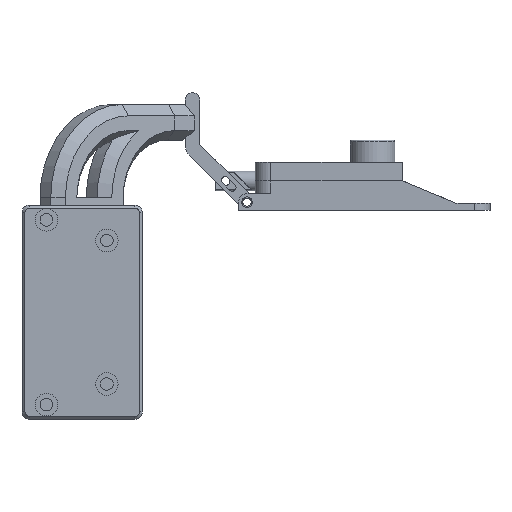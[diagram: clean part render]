
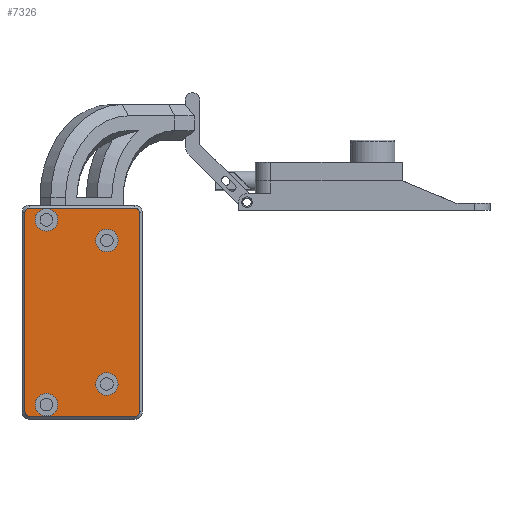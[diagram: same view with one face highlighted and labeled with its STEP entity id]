
A CAD part, front view. The second image highlights one B-rep face of the part: STEP entity #7326.
In plain terms, the highlighted planar face has unit normal (0, -1, 0).
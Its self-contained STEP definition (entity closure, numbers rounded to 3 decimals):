
#6861 = VERTEX_POINT('',#6862);
#6862 = CARTESIAN_POINT('',(-93.879,-44.239,
    -0.579));
#6870 = VERTEX_POINT('',#6871);
#6871 = CARTESIAN_POINT('',(-93.879,-44.239,
    -54.389));
#6877 = EDGE_CURVE('',#6861,#6870,#6878,.T.);
#6878 = LINE('',#6879,#6880);
#6879 = CARTESIAN_POINT('',(-93.879,-44.239,
    -0.579));
#6880 = VECTOR('',#6881,1.);
#6881 = DIRECTION('',(0.,0.,-1.));
#7306 = VERTEX_POINT('',#7307);
#7307 = CARTESIAN_POINT('',(-92.679,-44.239,
    0.621));
#7315 = EDGE_CURVE('',#7306,#6861,#7316,.T.);
#7316 = CIRCLE('',#7317,1.2);
#7317 = AXIS2_PLACEMENT_3D('',#7318,#7319,#7320);
#7318 = CARTESIAN_POINT('',(-92.679,-44.239,
    -0.579));
#7319 = DIRECTION('',(0.,-1.,0.));
#7320 = DIRECTION('',(0.,0.,1.));
#7326 = ADVANCED_FACE('',(#7327,#7380,#7391,#7402,#7413),#7424,.F.);
#7327 = FACE_BOUND('',#7328,.F.);
#7328 = EDGE_LOOP('',(#7329,#7330,#7331,#7339,#7348,#7356,#7365,#7373));
#7329 = ORIENTED_EDGE('',*,*,#6877,.F.);
#7330 = ORIENTED_EDGE('',*,*,#7315,.F.);
#7331 = ORIENTED_EDGE('',*,*,#7332,.F.);
#7332 = EDGE_CURVE('',#7333,#7306,#7335,.T.);
#7333 = VERTEX_POINT('',#7334);
#7334 = CARTESIAN_POINT('',(-64.179,-44.239,
    0.621));
#7335 = LINE('',#7336,#7337);
#7336 = CARTESIAN_POINT('',(-64.179,-44.239,
    0.621));
#7337 = VECTOR('',#7338,1.);
#7338 = DIRECTION('',(-1.,0.,0.));
#7339 = ORIENTED_EDGE('',*,*,#7340,.F.);
#7340 = EDGE_CURVE('',#7341,#7333,#7343,.T.);
#7341 = VERTEX_POINT('',#7342);
#7342 = CARTESIAN_POINT('',(-62.979,-44.239,
    -0.579));
#7343 = CIRCLE('',#7344,1.2);
#7344 = AXIS2_PLACEMENT_3D('',#7345,#7346,#7347);
#7345 = CARTESIAN_POINT('',(-64.179,-44.239,
    -0.579));
#7346 = DIRECTION('',(0.,-1.,0.));
#7347 = DIRECTION('',(1.,0.,0.));
#7348 = ORIENTED_EDGE('',*,*,#7349,.F.);
#7349 = EDGE_CURVE('',#7350,#7341,#7352,.T.);
#7350 = VERTEX_POINT('',#7351);
#7351 = CARTESIAN_POINT('',(-62.979,-44.239,
    -54.389));
#7352 = LINE('',#7353,#7354);
#7353 = CARTESIAN_POINT('',(-62.979,-44.239,
    -54.389));
#7354 = VECTOR('',#7355,1.);
#7355 = DIRECTION('',(0.,0.,1.));
#7356 = ORIENTED_EDGE('',*,*,#7357,.F.);
#7357 = EDGE_CURVE('',#7358,#7350,#7360,.T.);
#7358 = VERTEX_POINT('',#7359);
#7359 = CARTESIAN_POINT('',(-64.179,-44.239,
    -55.589));
#7360 = CIRCLE('',#7361,1.2);
#7361 = AXIS2_PLACEMENT_3D('',#7362,#7363,#7364);
#7362 = CARTESIAN_POINT('',(-64.179,-44.239,
    -54.389));
#7363 = DIRECTION('',(0.,-1.,0.));
#7364 = DIRECTION('',(0.,0.,-1.));
#7365 = ORIENTED_EDGE('',*,*,#7366,.F.);
#7366 = EDGE_CURVE('',#7367,#7358,#7369,.T.);
#7367 = VERTEX_POINT('',#7368);
#7368 = CARTESIAN_POINT('',(-92.679,-44.239,
    -55.589));
#7369 = LINE('',#7370,#7371);
#7370 = CARTESIAN_POINT('',(-92.679,-44.239,
    -55.589));
#7371 = VECTOR('',#7372,1.);
#7372 = DIRECTION('',(1.,0.,0.));
#7373 = ORIENTED_EDGE('',*,*,#7374,.F.);
#7374 = EDGE_CURVE('',#6870,#7367,#7375,.T.);
#7375 = CIRCLE('',#7376,1.2);
#7376 = AXIS2_PLACEMENT_3D('',#7377,#7378,#7379);
#7377 = CARTESIAN_POINT('',(-92.679,-44.239,
    -54.389));
#7378 = DIRECTION('',(0.,-1.,0.));
#7379 = DIRECTION('',(-1.,0.,0.));
#7380 = FACE_BOUND('',#7381,.F.);
#7381 = EDGE_LOOP('',(#7382));
#7382 = ORIENTED_EDGE('',*,*,#7383,.T.);
#7383 = EDGE_CURVE('',#7384,#7384,#7386,.T.);
#7384 = VERTEX_POINT('',#7385);
#7385 = CARTESIAN_POINT('',(-91.132,-44.239,
    -2.531));
#7386 = CIRCLE('',#7387,3.05);
#7387 = AXIS2_PLACEMENT_3D('',#7388,#7389,#7390);
#7388 = CARTESIAN_POINT('',(-88.082,-44.239,
    -2.531));
#7389 = DIRECTION('',(0.,-1.,0.));
#7390 = DIRECTION('',(-1.,0.,0.));
#7391 = FACE_BOUND('',#7392,.F.);
#7392 = EDGE_LOOP('',(#7393));
#7393 = ORIENTED_EDGE('',*,*,#7394,.T.);
#7394 = EDGE_CURVE('',#7395,#7395,#7397,.T.);
#7395 = VERTEX_POINT('',#7396);
#7396 = CARTESIAN_POINT('',(-74.826,-44.239,
    -8.106));
#7397 = CIRCLE('',#7398,3.05);
#7398 = AXIS2_PLACEMENT_3D('',#7399,#7400,#7401);
#7399 = CARTESIAN_POINT('',(-71.776,-44.239,
    -8.106));
#7400 = DIRECTION('',(0.,-1.,0.));
#7401 = DIRECTION('',(-1.,0.,0.));
#7402 = FACE_BOUND('',#7403,.F.);
#7403 = EDGE_LOOP('',(#7404));
#7404 = ORIENTED_EDGE('',*,*,#7405,.T.);
#7405 = EDGE_CURVE('',#7406,#7406,#7408,.T.);
#7406 = VERTEX_POINT('',#7407);
#7407 = CARTESIAN_POINT('',(-91.132,-44.239,
    -52.436));
#7408 = CIRCLE('',#7409,3.05);
#7409 = AXIS2_PLACEMENT_3D('',#7410,#7411,#7412);
#7410 = CARTESIAN_POINT('',(-88.082,-44.239,
    -52.436));
#7411 = DIRECTION('',(0.,-1.,0.));
#7412 = DIRECTION('',(-1.,0.,0.));
#7413 = FACE_BOUND('',#7414,.F.);
#7414 = EDGE_LOOP('',(#7415));
#7415 = ORIENTED_EDGE('',*,*,#7416,.T.);
#7416 = EDGE_CURVE('',#7417,#7417,#7419,.T.);
#7417 = VERTEX_POINT('',#7418);
#7418 = CARTESIAN_POINT('',(-74.826,-44.239,
    -46.861));
#7419 = CIRCLE('',#7420,3.05);
#7420 = AXIS2_PLACEMENT_3D('',#7421,#7422,#7423);
#7421 = CARTESIAN_POINT('',(-71.776,-44.239,
    -46.861));
#7422 = DIRECTION('',(0.,-1.,0.));
#7423 = DIRECTION('',(-1.,0.,0.));
#7424 = PLANE('',#7425);
#7425 = AXIS2_PLACEMENT_3D('',#7426,#7427,#7428);
#7426 = CARTESIAN_POINT('',(-78.429,-44.239,
    -27.484));
#7427 = DIRECTION('',(0.,1.,0.));
#7428 = DIRECTION('',(1.,0.,0.));
